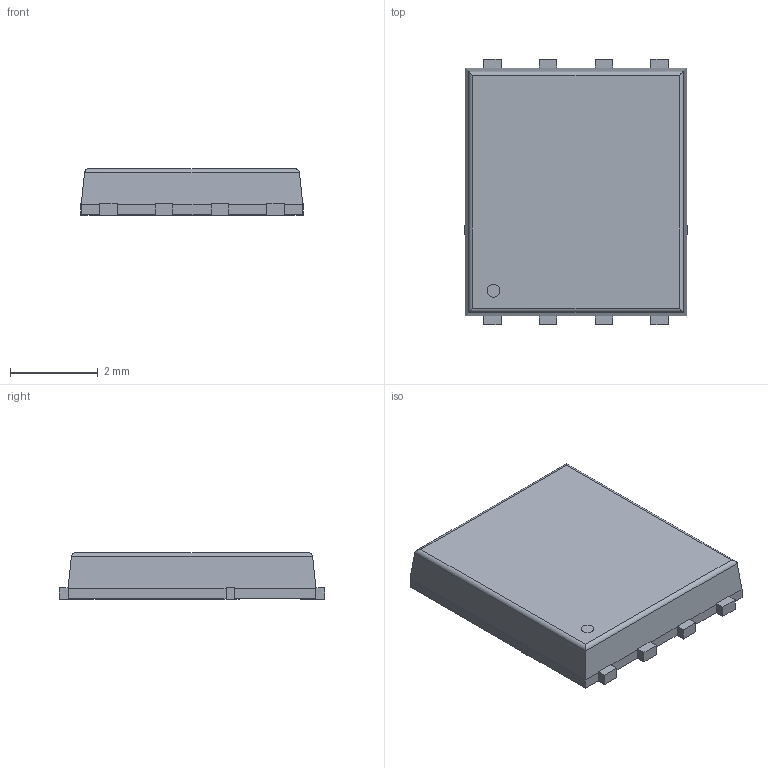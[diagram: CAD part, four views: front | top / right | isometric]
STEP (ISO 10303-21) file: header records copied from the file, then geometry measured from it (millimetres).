
FILE_DESCRIPTION (( 'STEP AP214' ), '1' );
FILE_NAME ('DFN-8_L5.7-W5.1-P1.27-LS6.1-BL-2.STEP', '2022-01-04T06:42:29', ( 'PC' ), ( 'Microsoft' ), 'SwSTEP 2.0', 'SolidWorks 2020', '' );
FILE_SCHEMA (( 'AUTOMOTIVE_DESIGN' ));
Length unit declared in the file: millimetre
Products named in the file (1): DFN-8_L5.7-W5.1-P1.27-LS6.1-BL-2
Bounding box: 5.07 x 6.05 x 1.06 mm (x, y, z)
Volume: 29.5 mm3; surface area: 79.2 mm2
Topology: 1 solids, 1 shells, 154 faces, 424 edges, 280 vertices
Faces by surface type: plane 134, bspline 14, cylinder 6
Entity records: 7216 total; most frequent: CARTESIAN_POINT 1669, ORIENTED_EDGE 848, DIRECTION 678, EDGE_CURVE 424, VECTOR 388, LINE 388, VERTEX_POINT 280, EDGE_LOOP 162
